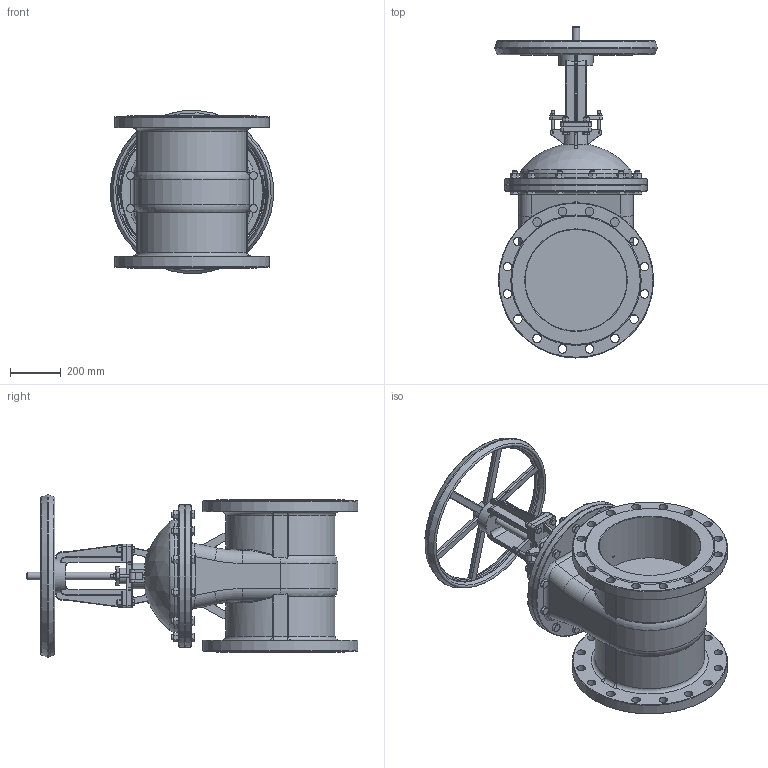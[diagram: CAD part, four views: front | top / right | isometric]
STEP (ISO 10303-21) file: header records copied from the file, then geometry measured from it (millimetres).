
FILE_DESCRIPTION(/* description */ (''),/* implementation_level */ '2;1');
FILE_NAME(/* name */ 'DN400_3D_STEP.stp',/* time_stamp */ '2025-09-20T02:08:01+03:00',/* author */ ('igorr'),/* organization */ (''),/* preprocessor_version */ 'ST-DEVELOPER v20',/* originating_system */ 'Autodesk Inventor 2025',/* authorisation */ '');
FILE_SCHEMA (('AUTOMOTIVE_DESIGN { 1 0 10303 214 3 1 1 }'));
Length unit declared in the file: millimetre
Products named in the file (8): Сборка; Деталь1; Деталь2; AS 1110 - M20 x 80; ANSI B18.2.4.2M - M20x2,5; ANSI B18.2.4.2M - M10x1,5; AS 1110 - M16 x 60; ANSI B18.2.4.2M - M16x2
Assembly tree (36 placements, depth 2):
  Сборка
    Деталь1
    Деталь2
    AS 1110 - M20 x 80  x12
    ANSI B18.2.4.2M - M20x2,5  x12
    ANSI B18.2.4.2M - M10x1,5  x2
    AS 1110 - M16 x 60  x4
    ANSI B18.2.4.2M - M16x2  x4
Bounding box: 640.87 x 1305.25 x 640.87 mm (x, y, z)
Volume: 101723284.5 mm3; surface area: 4198371.5 mm2
Topology: 40 solids, 40 shells, 1442 faces, 3399 edges, 2086 vertices
Faces by surface type: plane 622, cone 323, cylinder 309, torus 93, bspline 90, sphere 5
Full cylindrical faces by diameter (mm): 7 x4, 8.376 x2, 10 x4, 13.835 x4, 15 x12, 16 x4, 17.294 x12, 20 x36, 23 x2, 24 x4, 27.9 x12, 30 x14, 34 x32, 35 x1, 40 x1, 60 x1, 70 x2, 90 x1, 134.077 x1, 400 x2, 440 x2, 560 x2, 610 x2
Entity records: 30033 total; most frequent: CARTESIAN_POINT 9551, ORIENTED_EDGE 4068, DIRECTION 4028, EDGE_CURVE 2034, AXIS2_PLACEMENT_3D 1628, VERTEX_POINT 1274, EDGE_LOOP 990, FACE_OUTER_BOUND 805
